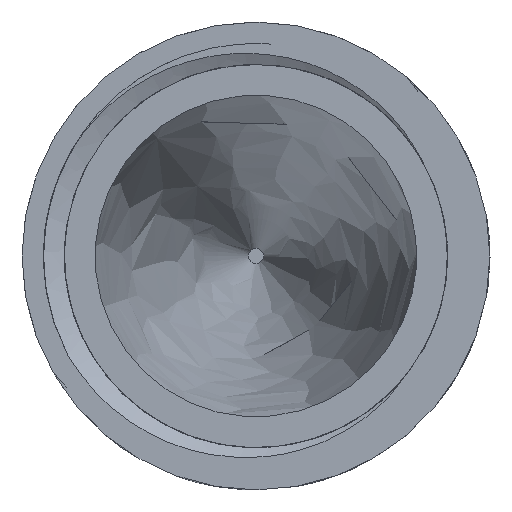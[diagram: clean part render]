
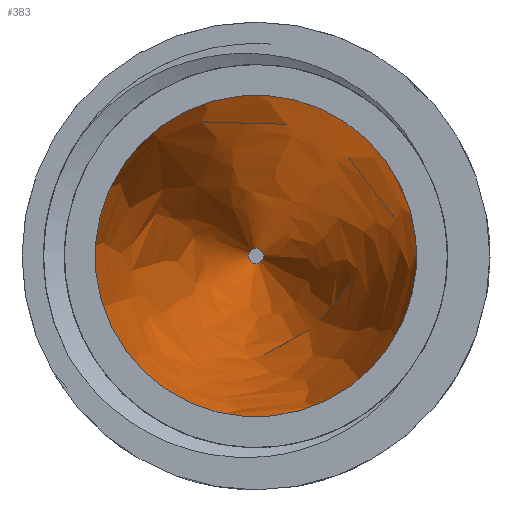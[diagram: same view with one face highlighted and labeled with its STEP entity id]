
A CAD part, left-side view. The second image highlights one B-rep face of the part: STEP entity #383.
In plain terms, the highlighted free-form (B-spline) face has degree [2, 2] with [3, 9] control points.
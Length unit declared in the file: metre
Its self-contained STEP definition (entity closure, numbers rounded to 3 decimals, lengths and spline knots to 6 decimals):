
#19=(
BOUNDED_SURFACE()
B_SPLINE_SURFACE(2,2,((#1667,#1668,#1669,#1670,#1671,#1672,#1673,#1674,
#1675),(#1676,#1677,#1678,#1679,#1680,#1681,#1682,#1683,#1684),(#1685,#1686,
#1687,#1688,#1689,#1690,#1691,#1692,#1693)),.UNSPECIFIED.,.F.,.T.,.F.)
B_SPLINE_SURFACE_WITH_KNOTS((3,3),(3,2,2,2,3),(0.030638,0.265565),
(-3.141593,-1.570796,0.,1.570796,3.141593),
 .UNSPECIFIED.)
GEOMETRIC_REPRESENTATION_ITEM()
RATIONAL_B_SPLINE_SURFACE(((1.,0.707,1.,0.707,1.,
0.707,1.,0.707,1.),(0.993,0.702,
0.993,0.702,0.993,0.702,0.993,
0.702,0.993),(1.,0.707,1.,0.707,
1.,0.707,1.,0.707,1.)))
REPRESENTATION_ITEM('')
SURFACE()
);
#94=FACE_OUTER_BOUND('',#115,.T.);
#115=EDGE_LOOP('',(#293,#294,#295,#296));
#141=CIRCLE('',#426,0.014861);
#142=CIRCLE('',#427,0.414439);
#143=CIRCLE('',#428,0.000527);
#180=VERTEX_POINT('',#1694);
#181=VERTEX_POINT('',#1696);
#230=EDGE_CURVE('',#180,#180,#141,.T.);
#231=EDGE_CURVE('',#180,#181,#142,.T.);
#232=EDGE_CURVE('',#181,#181,#143,.T.);
#293=ORIENTED_EDGE('',*,*,#230,.T.);
#294=ORIENTED_EDGE('',*,*,#231,.T.);
#295=ORIENTED_EDGE('',*,*,#232,.T.);
#296=ORIENTED_EDGE('',*,*,#231,.F.);
#383=ADVANCED_FACE('',(#94),#19,.T.);
#426=AXIS2_PLACEMENT_3D('',#1695,#482,#483);
#427=AXIS2_PLACEMENT_3D('',#1697,#484,#485);
#428=AXIS2_PLACEMENT_3D('',#1698,#486,#487);
#482=DIRECTION('center_axis',(-1.,0.,0.));
#483=DIRECTION('ref_axis',(0.,0.,-1.));
#484=DIRECTION('center_axis',(0.,0.766,-0.643));
#485=DIRECTION('ref_axis',(0.,0.643,0.766));
#486=DIRECTION('center_axis',(1.,0.,0.));
#487=DIRECTION('ref_axis',(0.,0.643,0.766));
#1667=CARTESIAN_POINT('Ctrl Pts',(0.016119,0.019043,
0.017627));
#1668=CARTESIAN_POINT('Ctrl Pts',(0.016119,0.007659,
0.02718));
#1669=CARTESIAN_POINT('Ctrl Pts',(0.016119,-0.001894,
0.015796));
#1670=CARTESIAN_POINT('Ctrl Pts',(0.016119,-0.011446,
0.004411));
#1671=CARTESIAN_POINT('Ctrl Pts',(0.016119,-0.000062,
-0.005141));
#1672=CARTESIAN_POINT('Ctrl Pts',(0.016119,0.011322,
-0.014694));
#1673=CARTESIAN_POINT('Ctrl Pts',(0.016119,0.020875,
-0.00331));
#1674=CARTESIAN_POINT('Ctrl Pts',(0.016119,0.030427,
0.008075));
#1675=CARTESIAN_POINT('Ctrl Pts',(0.016119,0.019043,
0.017627));
#1676=CARTESIAN_POINT('Ctrl Pts',(0.065003,0.01808,
0.01648));
#1677=CARTESIAN_POINT('Ctrl Pts',(0.065003,0.007843,
0.025069));
#1678=CARTESIAN_POINT('Ctrl Pts',(0.065003,-0.000746,
0.014833));
#1679=CARTESIAN_POINT('Ctrl Pts',(0.065003,-0.009336,
0.004596));
#1680=CARTESIAN_POINT('Ctrl Pts',(0.065003,0.000901,
-0.003994));
#1681=CARTESIAN_POINT('Ctrl Pts',(0.065003,0.011137,
-0.012583));
#1682=CARTESIAN_POINT('Ctrl Pts',(0.065003,0.019727,
-0.002347));
#1683=CARTESIAN_POINT('Ctrl Pts',(0.065003,0.028317,
0.00789));
#1684=CARTESIAN_POINT('Ctrl Pts',(0.065003,0.01808,
0.01648));
#1685=CARTESIAN_POINT('Ctrl Pts',(0.112195,0.009829,
0.006647));
#1686=CARTESIAN_POINT('Ctrl Pts',(0.112195,0.009425,
0.006986));
#1687=CARTESIAN_POINT('Ctrl Pts',(0.112195,0.009087,
0.006582));
#1688=CARTESIAN_POINT('Ctrl Pts',(0.112195,0.008748,
0.006178));
#1689=CARTESIAN_POINT('Ctrl Pts',(0.112195,0.009152,
0.005839));
#1690=CARTESIAN_POINT('Ctrl Pts',(0.112195,0.009555,
0.0055));
#1691=CARTESIAN_POINT('Ctrl Pts',(0.112195,0.009894,
0.005904));
#1692=CARTESIAN_POINT('Ctrl Pts',(0.112195,0.010233,
0.006308));
#1693=CARTESIAN_POINT('Ctrl Pts',(0.112195,0.009829,
0.006647));
#1694=CARTESIAN_POINT('',(0.016119,0.019043,0.017627));
#1695=CARTESIAN_POINT('Origin',(0.016119,0.00949,
0.006243));
#1696=CARTESIAN_POINT('',(0.112195,0.009829,0.006647));
#1697=CARTESIAN_POINT('Origin',(0.003423,-0.247228,
-0.299702));
#1698=CARTESIAN_POINT('Origin',(0.112195,0.00949,0.006243));
